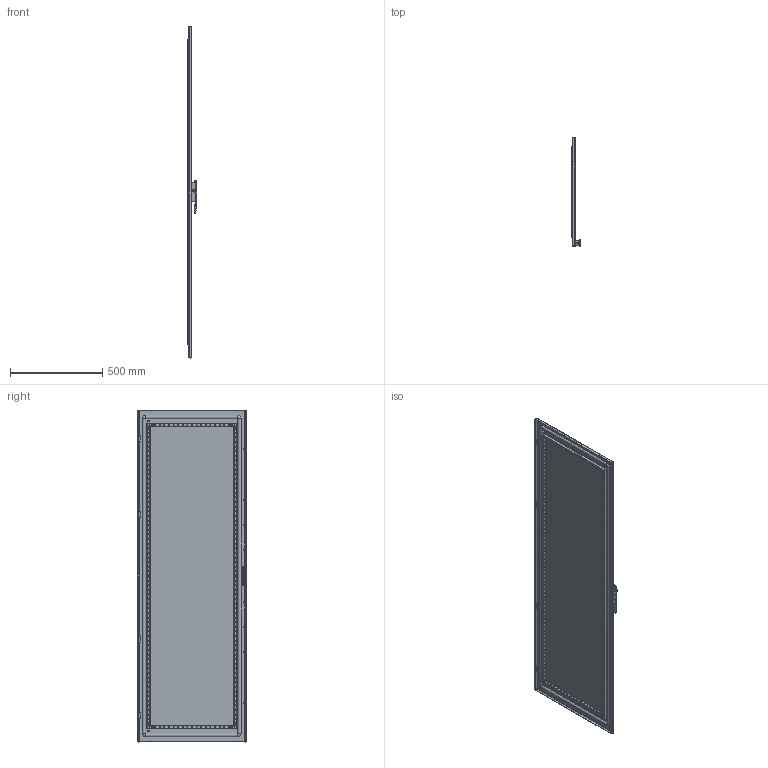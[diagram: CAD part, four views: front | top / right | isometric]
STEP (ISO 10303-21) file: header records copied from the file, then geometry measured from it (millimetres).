
FILE_DESCRIPTION(('CATIA V5 STEP Exchange'),'2;1');
FILE_NAME('EC1860K.stp','2015-01-09T13:28:15+00:00',('none'),('none'),'CATIA Version 5 Release 20 SP 6 (IN-10)','CATIA V5 STEP AP203','none');
FILE_SCHEMA(('CONFIG_CONTROL_DESIGN'));
Length unit declared in the file: millimetre
Products named in the file (3): Assieme_porta_cieca_1800x0600_IS2_estetico; Assieme_maniglia_IS2_estetico; Assieme_telaio_porta_1800x0600
Assembly tree (20 placements, depth 3):
  Assieme_porta_cieca_1800x0600_IS2_estetico
    #58
    Assieme_maniglia_IS2_estetico
      #7129
      #13310
      #20427
    Assieme_telaio_porta_1800x0600
      #26236  x2
      #29416  x2
      #38636  x10
Bounding box: 53.42 x 589.84 x 1796 mm (x, y, z)
Volume: 3248398.5 mm3; surface area: 2875081 mm2
Topology: 22 solids, 22 shells, 1609 faces, 4327 edges, 2810 vertices
Faces by surface type: cylinder 928, plane 383, bspline 160, cone 124, torus 12, sphere 2
Entity records: 38997 total; most frequent: CARTESIAN_POINT 15648, ORIENTED_EDGE 5494, DIRECTION 3304, EDGE_CURVE 2747, VERTEX_POINT 1784, AXIS2_PLACEMENT_3D 1654, EDGE_LOOP 1475, CIRCLE 1076
